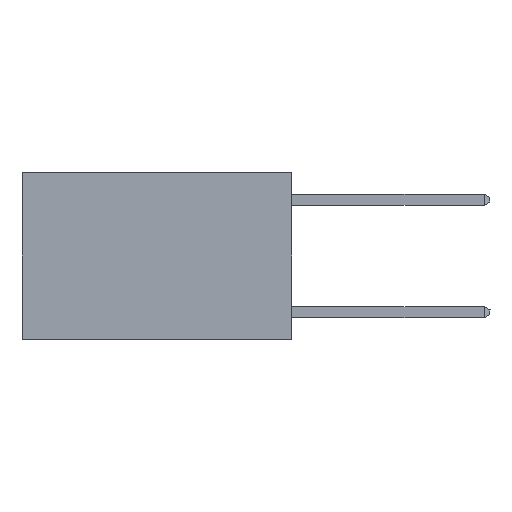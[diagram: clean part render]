
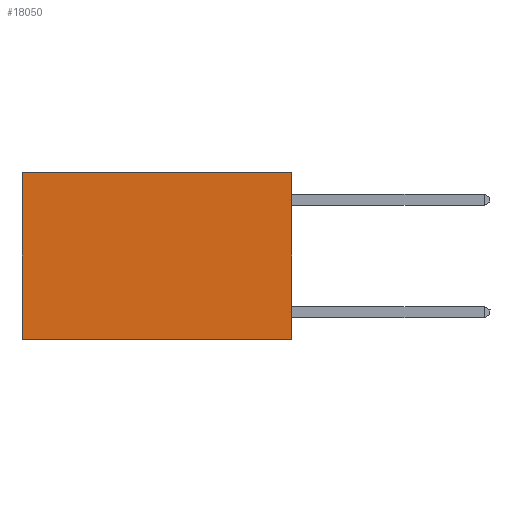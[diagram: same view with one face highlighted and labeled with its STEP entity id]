
A CAD part, left-side view. The second image highlights one B-rep face of the part: STEP entity #18050.
In plain terms, the highlighted planar face has unit normal (-1, 0, 0).
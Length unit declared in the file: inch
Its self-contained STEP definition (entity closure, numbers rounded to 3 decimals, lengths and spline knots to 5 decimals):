
#1537 = EDGE_CURVE ( 'NONE', #13989, #9905, #5142, .T. ) ;
#2503 = LINE ( 'NONE', #8137, #13280 ) ;
#5142 = LINE ( 'NONE', #13853, #21336 ) ;
#5475 = EDGE_CURVE ( 'NONE', #10498, #7492, #21179, .T. ) ;
#5833 = CARTESIAN_POINT ( 'NONE',  ( 0.2625, 0., -0.37 ) ) ;
#5956 = ORIENTED_EDGE ( 'NONE', *, *, #5475, .T. ) ;
#6195 = FACE_OUTER_BOUND ( 'NONE', #11429, .T. ) ;
#6818 = EDGE_CURVE ( 'NONE', #13989, #10498, #2503, .T. ) ;
#7391 = ORIENTED_EDGE ( 'NONE', *, *, #23770, .F. ) ;
#7492 = VERTEX_POINT ( 'NONE', #17220 ) ;
#8063 = ORIENTED_EDGE ( 'NONE', *, *, #1537, .F. ) ;
#8137 = CARTESIAN_POINT ( 'NONE',  ( 0.2625, 0., 0. ) ) ;
#9905 = VERTEX_POINT ( 'NONE', #5833 ) ;
#10245 = ORIENTED_EDGE ( 'NONE', *, *, #6818, .T. ) ;
#10498 = VERTEX_POINT ( 'NONE', #20603 ) ;
#11058 = VECTOR ( 'NONE', #14646, 39.37008 ) ;
#11429 = EDGE_LOOP ( 'NONE', ( #5956, #7391, #8063, #10245 ) ) ;
#12057 = DIRECTION ( 'NONE',  ( 1., 0., 0. ) ) ;
#12463 = DIRECTION ( 'NONE',  ( 0., 1., 0. ) ) ;
#13280 = VECTOR ( 'NONE', #12463, 39.37008 ) ;
#13853 = CARTESIAN_POINT ( 'NONE',  ( 0.2625, 0., 0. ) ) ;
#13989 = VERTEX_POINT ( 'NONE', #17608 ) ;
#14646 = DIRECTION ( 'NONE',  ( 0., 1., 0. ) ) ;
#15645 = VECTOR ( 'NONE', #16771, 39.37008 ) ;
#15837 = AXIS2_PLACEMENT_3D ( 'NONE', #22333, #12057, #26414 ) ;
#16665 = LINE ( 'NONE', #20820, #11058 ) ;
#16771 = DIRECTION ( 'NONE',  ( 0., 0., -1. ) ) ;
#17220 = CARTESIAN_POINT ( 'NONE',  ( 0.2625, 0.6, -0.37 ) ) ;
#17608 = CARTESIAN_POINT ( 'NONE',  ( 0.2625, 0., 0. ) ) ;
#17997 = DIRECTION ( 'NONE',  ( 0., 0., -1. ) ) ;
#18050 = ADVANCED_FACE ( 'NONE', ( #6195 ), #22411, .F. ) ;
#20603 = CARTESIAN_POINT ( 'NONE',  ( 0.2625, 0.6, 0. ) ) ;
#20820 = CARTESIAN_POINT ( 'NONE',  ( 0.2625, 0., -0.37 ) ) ;
#21179 = LINE ( 'NONE', #24822, #15645 ) ;
#21336 = VECTOR ( 'NONE', #17997, 39.37008 ) ;
#22333 = CARTESIAN_POINT ( 'NONE',  ( 0.2625, 0., 0. ) ) ;
#22411 = PLANE ( 'NONE',  #15837 ) ;
#23770 = EDGE_CURVE ( 'NONE', #9905, #7492, #16665, .T. ) ;
#24822 = CARTESIAN_POINT ( 'NONE',  ( 0.2625, 0.6, 0. ) ) ;
#26414 = DIRECTION ( 'NONE',  ( 0., 0., -1. ) ) ;
